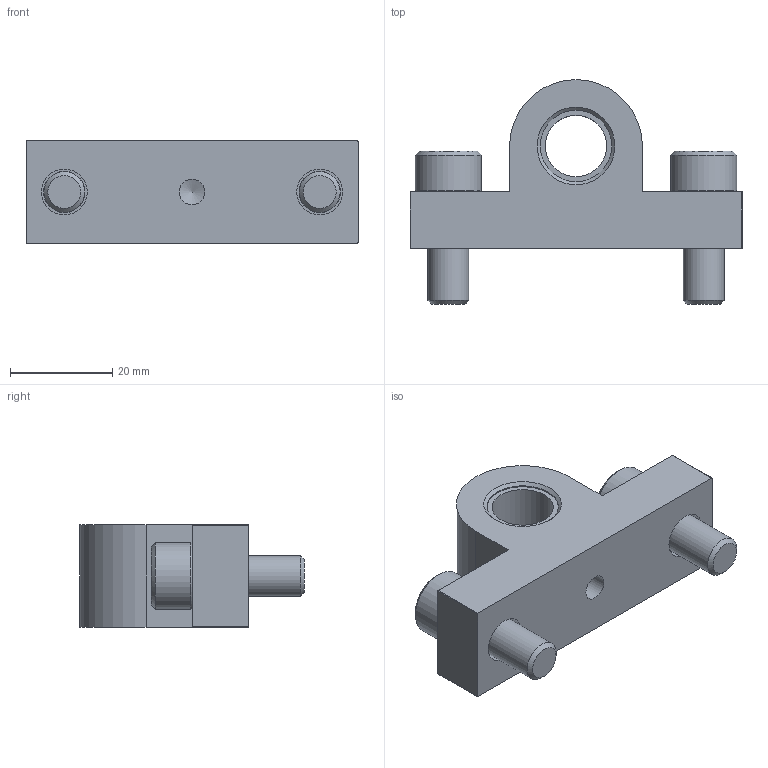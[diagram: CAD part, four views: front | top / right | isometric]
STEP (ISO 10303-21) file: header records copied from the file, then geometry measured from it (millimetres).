
FILE_DESCRIPTION(/* description */ ('STEP AP214'),/* implementation_level */ '2;1');
FILE_NAME(/* name */ '161823_SZF-50',/* time_stamp */ '2024-09-10T17:47:48+02:00',/* author */ ('License CC BY-ND 4.0'),/* organization */ ('CADENAS'),/* preprocessor_version */ 'ST-DEVELOPER v19.3',/* originating_system */ 'PARTsolutions',/* authorisation */ ' ');
FILE_SCHEMA (('AUTOMOTIVE_DESIGN {1 0 10303 214 3 1 1}'));
Length unit declared in the file: millimetre
Products named in the file (3): 161823 SZF-50; 161823 SZF-50---(part); DIN-912 - M8x22(F)
Assembly tree (3 placements, depth 2):
  161823 SZF-50
    161823 SZF-50---(part)
    DIN-912 - M8x22(F)  x2
Bounding box: 65 x 44 x 20 mm (x, y, z)
Volume: 24453.6 mm3; surface area: 9461.2 mm2
Topology: 3 solids, 3 shells, 81 faces, 167 edges, 96 vertices
Faces by surface type: plane 41, cone 25, cylinder 15
Full cylindrical faces by diameter (mm): 5 x1, 8 x2, 9 x2, 12 x1, 13 x2, 14 x2
Entity records: 1592 total; most frequent: DIRECTION 246, CARTESIAN_POINT 245, ORIENTED_EDGE 188, AXIS2_PLACEMENT_3D 101, EDGE_CURVE 94, FACE_BOUND 80, EDGE_LOOP 78, VERTEX_POINT 66
